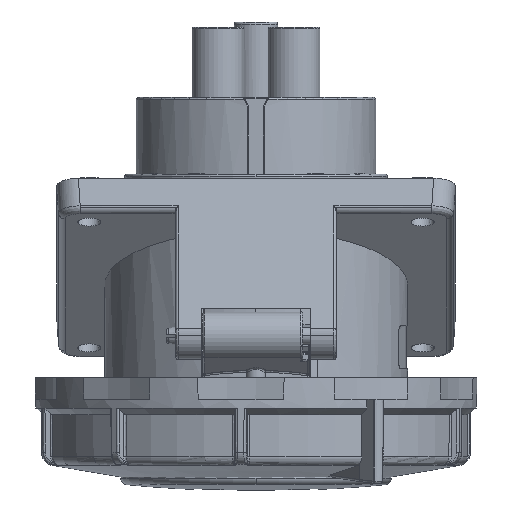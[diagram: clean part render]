
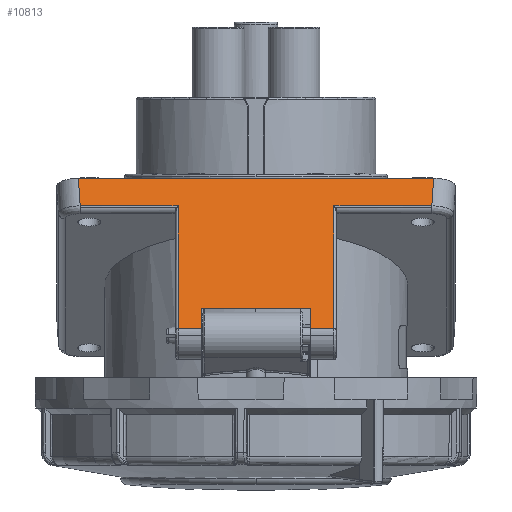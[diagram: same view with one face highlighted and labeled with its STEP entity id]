
A CAD part, front view. The second image highlights one B-rep face of the part: STEP entity #10813.
In plain terms, the highlighted planar face has unit normal (0, -0.959, 0.284).
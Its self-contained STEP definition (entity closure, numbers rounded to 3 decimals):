
#435 = ORIENTED_EDGE ( 'NONE', *, *, #7778, .T. ) ;
#839 = DIRECTION ( 'NONE',  ( -1., 0., 0. ) ) ;
#999 = LINE ( 'NONE', #40919, #48627 ) ;
#1159 = LINE ( 'NONE', #30947, #38571 ) ;
#1174 = VECTOR ( 'NONE', #20756, 1000. ) ;
#3823 = VECTOR ( 'NONE', #27125, 1000. ) ;
#4514 = CARTESIAN_POINT ( 'NONE',  ( -16.6, 149.645, -5.995 ) ) ;
#4559 = VECTOR ( 'NONE', #53329, 1000. ) ;
#5067 = DIRECTION ( 'NONE',  ( 0., -0.959, 0.284 ) ) ;
#5920 = DIRECTION ( 'NONE',  ( -1., 0., 0. ) ) ;
#5969 = VERTEX_POINT ( 'NONE', #4514 ) ;
#6211 = CARTESIAN_POINT ( 'NONE',  ( 37.009, 158.546, 24.055 ) ) ;
#6256 = CARTESIAN_POINT ( 'NONE',  ( 122., 149.645, -5.995 ) ) ;
#6588 = DIRECTION ( 'NONE',  ( 0., 0.284, 0.959 ) ) ;
#6672 = ORIENTED_EDGE ( 'NONE', *, *, #43520, .T. ) ;
#7708 = ORIENTED_EDGE ( 'NONE', *, *, #34449, .F. ) ;
#7778 = EDGE_CURVE ( 'NONE', #39579, #42871, #1159, .T. ) ;
#8263 = VECTOR ( 'NONE', #12139, 1000. ) ;
#9623 = VERTEX_POINT ( 'NONE', #45501 ) ;
#9660 = EDGE_CURVE ( 'NONE', #12786, #39579, #999, .T. ) ;
#10813 = ADVANCED_FACE ( 'NONE', ( #54435 ), #28936, .T. ) ;
#10923 = LINE ( 'NONE', #60913, #1174 ) ;
#11435 = AXIS2_PLACEMENT_3D ( 'NONE', #30261, #5067, #63920 ) ;
#12134 = VECTOR ( 'NONE', #6588, 1000. ) ;
#12139 = DIRECTION ( 'NONE',  ( 0., -0.284, -0.959 ) ) ;
#12394 = CARTESIAN_POINT ( 'NONE',  ( -44.625, 156.757, 18.014 ) ) ;
#12577 = VERTEX_POINT ( 'NONE', #36545 ) ;
#12615 = ORIENTED_EDGE ( 'NONE', *, *, #32679, .T. ) ;
#12786 = VERTEX_POINT ( 'NONE', #35178 ) ;
#12990 = CARTESIAN_POINT ( 'NONE',  ( -22., 156.671, 17.723 ) ) ;
#14387 = VECTOR ( 'NONE', #63626, 1000. ) ;
#14471 = VECTOR ( 'NONE', #62387, 1000. ) ;
#14758 = ORIENTED_EDGE ( 'NONE', *, *, #43346, .T. ) ;
#15870 = ORIENTED_EDGE ( 'NONE', *, *, #42269, .F. ) ;
#16100 = DIRECTION ( 'NONE',  ( 0., -0.284, -0.959 ) ) ;
#19223 = LINE ( 'NONE', #63340, #36406 ) ;
#20756 = DIRECTION ( 'NONE',  ( 0., 0.284, 0.959 ) ) ;
#21253 = CARTESIAN_POINT ( 'NONE',  ( 36.857, 157.838, 21.663 ) ) ;
#22215 = LINE ( 'NONE', #21253, #3823 ) ;
#22419 = EDGE_CURVE ( 'NONE', #33375, #12577, #41875, .T. ) ;
#22584 = LINE ( 'NONE', #62445, #8263 ) ;
#25733 = LINE ( 'NONE', #60035, #33346 ) ;
#27125 = DIRECTION ( 'NONE',  ( 0.061, 0.283, 0.957 ) ) ;
#28353 = EDGE_CURVE ( 'NONE', #37660, #43328, #25733, .T. ) ;
#28648 = LINE ( 'NONE', #12990, #14387 ) ;
#28936 = PLANE ( 'NONE',  #11435 ) ;
#30261 = CARTESIAN_POINT ( 'NONE',  ( -4., 158.546, 24.055 ) ) ;
#30947 = CARTESIAN_POINT ( 'NONE',  ( -16.6, 148.261, -10.666 ) ) ;
#32679 = EDGE_CURVE ( 'NONE', #33375, #54361, #33723, .T. ) ;
#33346 = VECTOR ( 'NONE', #839, 1000. ) ;
#33375 = VERTEX_POINT ( 'NONE', #63956 ) ;
#33723 = LINE ( 'NONE', #64425, #4559 ) ;
#34449 = EDGE_CURVE ( 'NONE', #12577, #5969, #51023, .T. ) ;
#34658 = CARTESIAN_POINT ( 'NONE',  ( -44.606, 156.671, 17.723 ) ) ;
#35178 = CARTESIAN_POINT ( 'NONE',  ( -22., 156.671, 17.723 ) ) ;
#36406 = VECTOR ( 'NONE', #39153, 1000. ) ;
#36545 = CARTESIAN_POINT ( 'NONE',  ( 8.6, 149.645, -5.995 ) ) ;
#36619 = ORIENTED_EDGE ( 'NONE', *, *, #22419, .F. ) ;
#37599 = ORIENTED_EDGE ( 'NONE', *, *, #9660, .T. ) ;
#37660 = VERTEX_POINT ( 'NONE', #6211 ) ;
#38571 = VECTOR ( 'NONE', #60662, 1000. ) ;
#39153 = DIRECTION ( 'NONE',  ( 1., 0., 0. ) ) ;
#39579 = VERTEX_POINT ( 'NONE', #48029 ) ;
#40245 = EDGE_LOOP ( 'NONE', ( #7708, #36619, #12615, #51785, #6672, #57056, #61681, #14758, #63491, #37599, #435, #15870 ) ) ;
#40419 = EDGE_CURVE ( 'NONE', #42447, #12786, #28648, .T. ) ;
#40919 = CARTESIAN_POINT ( 'NONE',  ( -22., 158.546, 24.055 ) ) ;
#41875 = LINE ( 'NONE', #61801, #12134 ) ;
#42269 = EDGE_CURVE ( 'NONE', #5969, #42871, #22584, .T. ) ;
#42447 = VERTEX_POINT ( 'NONE', #34658 ) ;
#42871 = VERTEX_POINT ( 'NONE', #49183 ) ;
#43328 = VERTEX_POINT ( 'NONE', #60437 ) ;
#43346 = EDGE_CURVE ( 'NONE', #43328, #42447, #62710, .T. ) ;
#43520 = EDGE_CURVE ( 'NONE', #63402, #9623, #19223, .T. ) ;
#45488 = CARTESIAN_POINT ( 'NONE',  ( 14., 156.671, 17.723 ) ) ;
#45501 = CARTESIAN_POINT ( 'NONE',  ( 36.606, 156.671, 17.723 ) ) ;
#48029 = CARTESIAN_POINT ( 'NONE',  ( -22., 148.261, -10.666 ) ) ;
#48490 = EDGE_CURVE ( 'NONE', #54361, #63402, #10923, .T. ) ;
#48627 = VECTOR ( 'NONE', #16100, 1000. ) ;
#49183 = CARTESIAN_POINT ( 'NONE',  ( -16.6, 148.261, -10.666 ) ) ;
#51023 = LINE ( 'NONE', #6256, #55838 ) ;
#51785 = ORIENTED_EDGE ( 'NONE', *, *, #48490, .T. ) ;
#53329 = DIRECTION ( 'NONE',  ( 1., 0., 0. ) ) ;
#54361 = VERTEX_POINT ( 'NONE', #60413 ) ;
#54435 = FACE_OUTER_BOUND ( 'NONE', #40245, .T. ) ;
#55814 = EDGE_CURVE ( 'NONE', #9623, #37660, #22215, .T. ) ;
#55838 = VECTOR ( 'NONE', #5920, 1000. ) ;
#57056 = ORIENTED_EDGE ( 'NONE', *, *, #55814, .T. ) ;
#60035 = CARTESIAN_POINT ( 'NONE',  ( -4., 158.546, 24.055 ) ) ;
#60413 = CARTESIAN_POINT ( 'NONE',  ( 14., 148.261, -10.666 ) ) ;
#60437 = CARTESIAN_POINT ( 'NONE',  ( -45.009, 158.546, 24.055 ) ) ;
#60662 = DIRECTION ( 'NONE',  ( 1., 0., 0. ) ) ;
#60913 = CARTESIAN_POINT ( 'NONE',  ( 14., 156.27, 16.37 ) ) ;
#61681 = ORIENTED_EDGE ( 'NONE', *, *, #28353, .T. ) ;
#61801 = CARTESIAN_POINT ( 'NONE',  ( 8.6, 137.282, -47.732 ) ) ;
#62387 = DIRECTION ( 'NONE',  ( 0.061, -0.283, -0.957 ) ) ;
#62445 = CARTESIAN_POINT ( 'NONE',  ( -16.6, 137.282, -47.732 ) ) ;
#62710 = LINE ( 'NONE', #12394, #14471 ) ;
#63340 = CARTESIAN_POINT ( 'NONE',  ( 41.511, 156.671, 17.723 ) ) ;
#63402 = VERTEX_POINT ( 'NONE', #45488 ) ;
#63491 = ORIENTED_EDGE ( 'NONE', *, *, #40419, .T. ) ;
#63626 = DIRECTION ( 'NONE',  ( 1., 0., 0. ) ) ;
#63920 = DIRECTION ( 'NONE',  ( -1., 0., 0. ) ) ;
#63956 = CARTESIAN_POINT ( 'NONE',  ( 8.6, 148.261, -10.666 ) ) ;
#64425 = CARTESIAN_POINT ( 'NONE',  ( 14.5, 148.261, -10.666 ) ) ;
